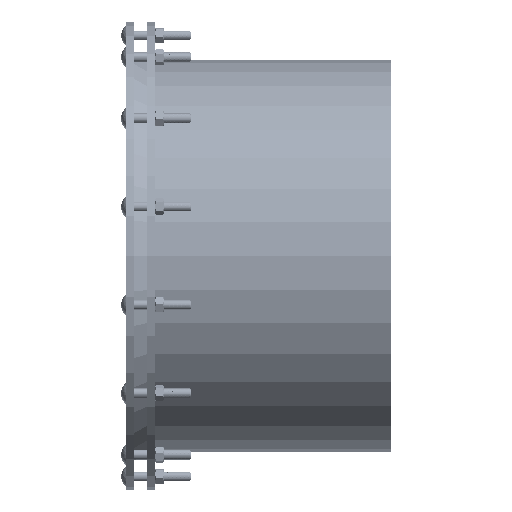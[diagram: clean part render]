
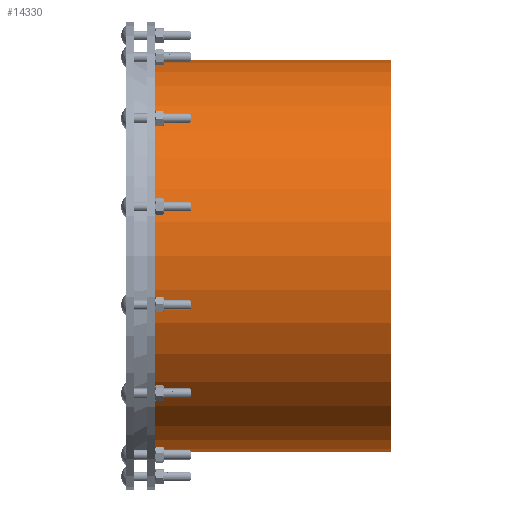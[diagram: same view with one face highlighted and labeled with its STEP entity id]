
A CAD part, left-side view. The second image highlights one B-rep face of the part: STEP entity #14330.
In plain terms, the highlighted cylindrical face has radius 194.31 mm (diameter 388.62 mm), a partial arc.
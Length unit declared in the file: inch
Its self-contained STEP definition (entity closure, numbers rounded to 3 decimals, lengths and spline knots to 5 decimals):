
#306 = EDGE_CURVE ( 'NONE', #691, #14705, #11663, .T. ) ;
#535 = EDGE_CURVE ( 'NONE', #14705, #1482, #10027, .T. ) ;
#634 = CARTESIAN_POINT ( 'NONE',  ( 0., 0., 0. ) ) ;
#691 = VERTEX_POINT ( 'NONE', #3819 ) ;
#1482 = VERTEX_POINT ( 'NONE', #9745 ) ;
#1538 = DIRECTION ( 'NONE',  ( 0., -1., 0. ) ) ;
#1572 = ORIENTED_EDGE ( 'NONE', *, *, #3411, .T. ) ;
#1973 = AXIS2_PLACEMENT_3D ( 'NONE', #634, #10095, #7516 ) ;
#2899 = VERTEX_POINT ( 'NONE', #10345 ) ;
#3411 = EDGE_CURVE ( 'NONE', #691, #2899, #14163, .T. ) ;
#3819 = CARTESIAN_POINT ( 'NONE',  ( 0., 9.5, 7.65 ) ) ;
#4186 = DIRECTION ( 'NONE',  ( 0., 0., -1. ) ) ;
#4643 = ORIENTED_EDGE ( 'NONE', *, *, #306, .F. ) ;
#4898 = EDGE_CURVE ( 'NONE', #2899, #1482, #11171, .T. ) ;
#6719 = CARTESIAN_POINT ( 'NONE',  ( 0., 9.5, 0. ) ) ;
#6782 = AXIS2_PLACEMENT_3D ( 'NONE', #6719, #1538, #7916 ) ;
#7026 = CARTESIAN_POINT ( 'NONE',  ( 0., 0., 0. ) ) ;
#7516 = DIRECTION ( 'NONE',  ( 0., 0., -1. ) ) ;
#7835 = AXIS2_PLACEMENT_3D ( 'NONE', #7026, #9610, #4186 ) ;
#7916 = DIRECTION ( 'NONE',  ( 0., 0., -1. ) ) ;
#9610 = DIRECTION ( 'NONE',  ( 0., -1., 0. ) ) ;
#9745 = CARTESIAN_POINT ( 'NONE',  ( 0., 0., -7.65 ) ) ;
#10027 = CIRCLE ( 'NONE', #7835, 7.65 ) ;
#10095 = DIRECTION ( 'NONE',  ( 0., -1., 0. ) ) ;
#10345 = CARTESIAN_POINT ( 'NONE',  ( 0., 9.5, -7.65 ) ) ;
#10384 = CARTESIAN_POINT ( 'NONE',  ( 0., 0., 7.65 ) ) ;
#10480 = ORIENTED_EDGE ( 'NONE', *, *, #4898, .T. ) ;
#10548 = DIRECTION ( 'NONE',  ( 0., -1., 0. ) ) ;
#11006 = CARTESIAN_POINT ( 'NONE',  ( 0., 0., -7.65 ) ) ;
#11171 = LINE ( 'NONE', #11006, #11464 ) ;
#11464 = VECTOR ( 'NONE', #12555, 39.37008 ) ;
#11663 = LINE ( 'NONE', #10384, #14155 ) ;
#12442 = FACE_OUTER_BOUND ( 'NONE', #16798, .T. ) ;
#12555 = DIRECTION ( 'NONE',  ( 0., -1., 0. ) ) ;
#12826 = ORIENTED_EDGE ( 'NONE', *, *, #535, .F. ) ;
#13437 = CARTESIAN_POINT ( 'NONE',  ( 0., 0., 7.65 ) ) ;
#13855 = CYLINDRICAL_SURFACE ( 'NONE', #1973, 7.65 ) ;
#14155 = VECTOR ( 'NONE', #10548, 39.37008 ) ;
#14163 = CIRCLE ( 'NONE', #6782, 7.65 ) ;
#14330 = ADVANCED_FACE ( 'NONE', ( #12442 ), #13855, .T. ) ;
#14705 = VERTEX_POINT ( 'NONE', #13437 ) ;
#16798 = EDGE_LOOP ( 'NONE', ( #4643, #1572, #10480, #12826 ) ) ;
